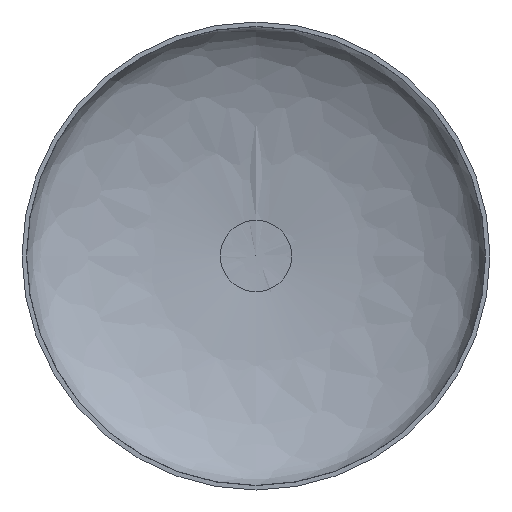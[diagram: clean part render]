
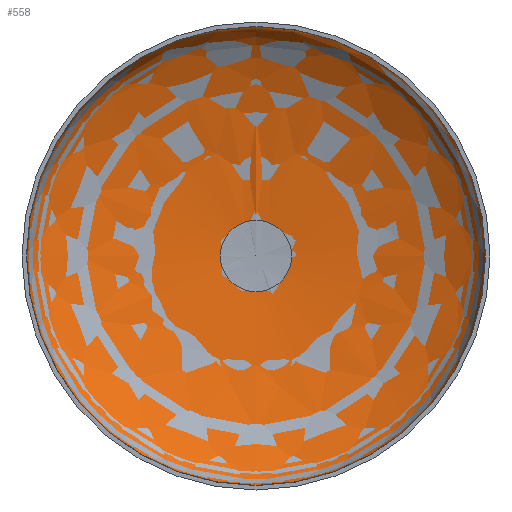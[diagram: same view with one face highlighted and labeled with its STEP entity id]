
A CAD part, left-side view. The second image highlights one B-rep face of the part: STEP entity #558.
In plain terms, the highlighted free-form (B-spline) face has degree [2, 2] with [3, 9] control points.
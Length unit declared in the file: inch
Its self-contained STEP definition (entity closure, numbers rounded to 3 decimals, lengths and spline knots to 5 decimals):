
#35=ELLIPSE('',#749,6.4325,1.995);
#38=(
BOUNDED_SURFACE()
B_SPLINE_SURFACE(2,2,((#1055,#1056,#1057,#1058,#1059,#1060,#1061,#1062,
#1063),(#1064,#1065,#1066,#1067,#1068,#1069,#1070,#1071,#1072),(#1073,#1074,
#1075,#1076,#1077,#1078,#1079,#1080,#1081)),.UNSPECIFIED.,.F.,.T.,.F.)
B_SPLINE_SURFACE_WITH_KNOTS((3,3),(3,2,2,2,3),(1.7269,3.14159),
(0.,1.5708,3.14159,4.71239,6.28319),
 .UNSPECIFIED.)
GEOMETRIC_REPRESENTATION_ITEM()
RATIONAL_B_SPLINE_SURFACE(((1.,0.707,1.,0.707,1.,
0.707,1.,0.707,1.),(0.76,0.537,
0.76,0.537,0.76,0.537,
0.76,0.537,0.76),(1.,0.707,
1.,0.707,1.,0.707,1.,0.707,1.)))
REPRESENTATION_ITEM('')
SURFACE()
);
#101=FACE_OUTER_BOUND('',#140,.T.);
#140=EDGE_LOOP('',(#419,#420,#421,#422,#423));
#183=CIRCLE('',#748,6.4325);
#184=CIRCLE('',#750,1.00005);
#185=CIRCLE('',#751,1.00005);
#285=VERTEX_POINT('',#1053);
#286=VERTEX_POINT('',#1082);
#287=VERTEX_POINT('',#1084);
#337=EDGE_CURVE('',#285,#285,#183,.T.);
#338=EDGE_CURVE('',#286,#285,#35,.T.);
#339=EDGE_CURVE('',#287,#286,#184,.T.);
#340=EDGE_CURVE('',#286,#287,#185,.T.);
#419=ORIENTED_EDGE('',*,*,#338,.T.);
#420=ORIENTED_EDGE('',*,*,#337,.T.);
#421=ORIENTED_EDGE('',*,*,#338,.F.);
#422=ORIENTED_EDGE('',*,*,#339,.F.);
#423=ORIENTED_EDGE('',*,*,#340,.F.);
#558=ADVANCED_FACE('',(#101),#38,.T.);
#748=AXIS2_PLACEMENT_3D('',#1054,#857,#858);
#749=AXIS2_PLACEMENT_3D('',#1083,#859,#860);
#750=AXIS2_PLACEMENT_3D('',#1085,#861,#862);
#751=AXIS2_PLACEMENT_3D('',#1086,#863,#864);
#857=DIRECTION('center_axis',(0.,0.,-1.));
#858=DIRECTION('ref_axis',(1.,0.,0.));
#859=DIRECTION('center_axis',(0.,-1.,0.));
#860=DIRECTION('ref_axis',(1.,0.,0.));
#861=DIRECTION('center_axis',(0.,0.,-1.));
#862=DIRECTION('ref_axis',(1.,0.,0.));
#863=DIRECTION('center_axis',(0.,0.,-1.));
#864=DIRECTION('ref_axis',(1.,0.,0.));
#1053=CARTESIAN_POINT('',(-6.4325,0.,-13.00487));
#1054=CARTESIAN_POINT('Origin',(0.,0.,-13.00487));
#1055=CARTESIAN_POINT('Ctrl Pts',(-1.00005,0.,-11.03413));
#1056=CARTESIAN_POINT('Ctrl Pts',(-1.00005,1.00005,-11.03413));
#1057=CARTESIAN_POINT('Ctrl Pts',(0.,1.00005,
-11.03413));
#1058=CARTESIAN_POINT('Ctrl Pts',(1.00005,1.00005,-11.03413));
#1059=CARTESIAN_POINT('Ctrl Pts',(1.00005,0.,-11.03413));
#1060=CARTESIAN_POINT('Ctrl Pts',(1.00005,-1.00005,-11.03413));
#1061=CARTESIAN_POINT('Ctrl Pts',(0.,-1.00005,
-11.03413));
#1062=CARTESIAN_POINT('Ctrl Pts',(-1.00005,-1.00005,-11.03413));
#1063=CARTESIAN_POINT('Ctrl Pts',(-1.00005,0.,-11.03413));
#1064=CARTESIAN_POINT('Ctrl Pts',(-6.4325,0.,-11.29929));
#1065=CARTESIAN_POINT('Ctrl Pts',(-6.4325,6.4325,-11.29929));
#1066=CARTESIAN_POINT('Ctrl Pts',(0.,6.4325,
-11.29929));
#1067=CARTESIAN_POINT('Ctrl Pts',(6.4325,6.4325,-11.29929));
#1068=CARTESIAN_POINT('Ctrl Pts',(6.4325,0.,-11.29929));
#1069=CARTESIAN_POINT('Ctrl Pts',(6.4325,-6.4325,-11.29929));
#1070=CARTESIAN_POINT('Ctrl Pts',(0.,-6.4325,
-11.29929));
#1071=CARTESIAN_POINT('Ctrl Pts',(-6.4325,-6.4325,-11.29929));
#1072=CARTESIAN_POINT('Ctrl Pts',(-6.4325,0.,-11.29929));
#1073=CARTESIAN_POINT('Ctrl Pts',(-6.4325,0.,-13.00487));
#1074=CARTESIAN_POINT('Ctrl Pts',(-6.4325,6.4325,-13.00487));
#1075=CARTESIAN_POINT('Ctrl Pts',(0.,6.4325,
-13.00487));
#1076=CARTESIAN_POINT('Ctrl Pts',(6.4325,6.4325,-13.00487));
#1077=CARTESIAN_POINT('Ctrl Pts',(6.4325,0.,-13.00487));
#1078=CARTESIAN_POINT('Ctrl Pts',(6.4325,-6.4325,-13.00487));
#1079=CARTESIAN_POINT('Ctrl Pts',(0.,-6.4325,
-13.00487));
#1080=CARTESIAN_POINT('Ctrl Pts',(-6.4325,-6.4325,-13.00487));
#1081=CARTESIAN_POINT('Ctrl Pts',(-6.4325,0.,-13.00487));
#1082=CARTESIAN_POINT('',(-1.00005,0.,-11.03413));
#1083=CARTESIAN_POINT('Origin',(0.,0.,-13.00487));
#1084=CARTESIAN_POINT('',(1.00005,0.,-11.03413));
#1085=CARTESIAN_POINT('Origin',(0.,0.,-11.03413));
#1086=CARTESIAN_POINT('Origin',(0.,0.,-11.03413));
